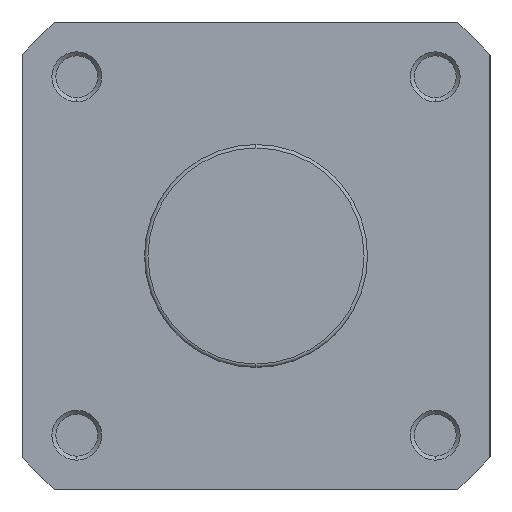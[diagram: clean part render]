
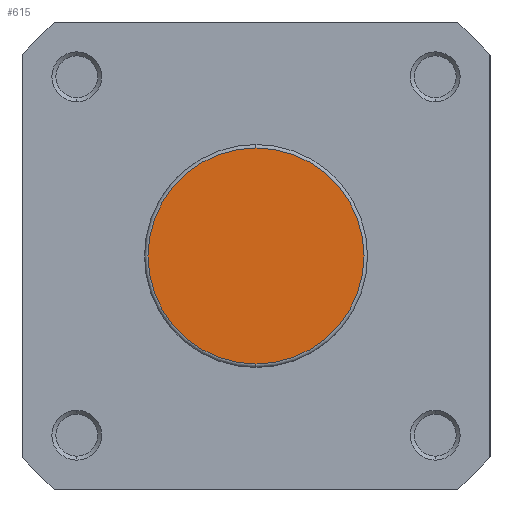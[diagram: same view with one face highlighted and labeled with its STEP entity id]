
A CAD part, left-side view. The second image highlights one B-rep face of the part: STEP entity #615.
In plain terms, the highlighted planar face has unit normal (-1, 0, 0).
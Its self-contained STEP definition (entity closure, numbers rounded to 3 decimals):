
#89 = EDGE_CURVE ( 'NONE', #410, #411, #707, .T. ) ;
#410 = VERTEX_POINT ( 'NONE', #1948 ) ;
#411 = VERTEX_POINT ( 'NONE', #1949 ) ;
#615 = ADVANCED_FACE ( 'NONE', ( #1116 ), #2775, .F. ) ;
#707 = CIRCLE ( 'NONE', #3364, 21.7 ) ;
#1116 = FACE_OUTER_BOUND ( 'NONE', #4626, .T. ) ;
#1341 = CIRCLE ( 'NONE', #3630, 21.7 ) ;
#1948 = CARTESIAN_POINT ( 'NONE',  ( 0., 0., -21.7 ) ) ;
#1949 = CARTESIAN_POINT ( 'NONE',  ( 0., 0., 21.7 ) ) ;
#2774 = CARTESIAN_POINT ( 'NONE',  ( 0., 22.4, 0. ) ) ;
#2775 = PLANE ( 'NONE',  #3601 ) ;
#2777 = DIRECTION ( 'NONE',  ( 1., 0., 0. ) ) ;
#2778 = DIRECTION ( 'NONE',  ( 0., 0., -1. ) ) ;
#3034 = EDGE_CURVE ( 'NONE', #411, #410, #1341, .T. ) ;
#3364 = AXIS2_PLACEMENT_3D ( 'NONE', #4373, #4375, #6042 ) ;
#3601 = AXIS2_PLACEMENT_3D ( 'NONE', #2774, #2777, #2778 ) ;
#3630 = AXIS2_PLACEMENT_3D ( 'NONE', #5042, #5045, #5046 ) ;
#3801 = ORIENTED_EDGE ( 'NONE', *, *, #89, .T. ) ;
#3802 = ORIENTED_EDGE ( 'NONE', *, *, #3034, .T. ) ;
#4373 = CARTESIAN_POINT ( 'NONE',  ( 0., 0., 0. ) ) ;
#4375 = DIRECTION ( 'NONE',  ( -1., 0., 0. ) ) ;
#4626 = EDGE_LOOP ( 'NONE', ( #3801, #3802 ) ) ;
#5042 = CARTESIAN_POINT ( 'NONE',  ( 0., 0., 0. ) ) ;
#5045 = DIRECTION ( 'NONE',  ( -1., 0., 0. ) ) ;
#5046 = DIRECTION ( 'NONE',  ( 0., 0., -1. ) ) ;
#6042 = DIRECTION ( 'NONE',  ( 0., 0., -1. ) ) ;
